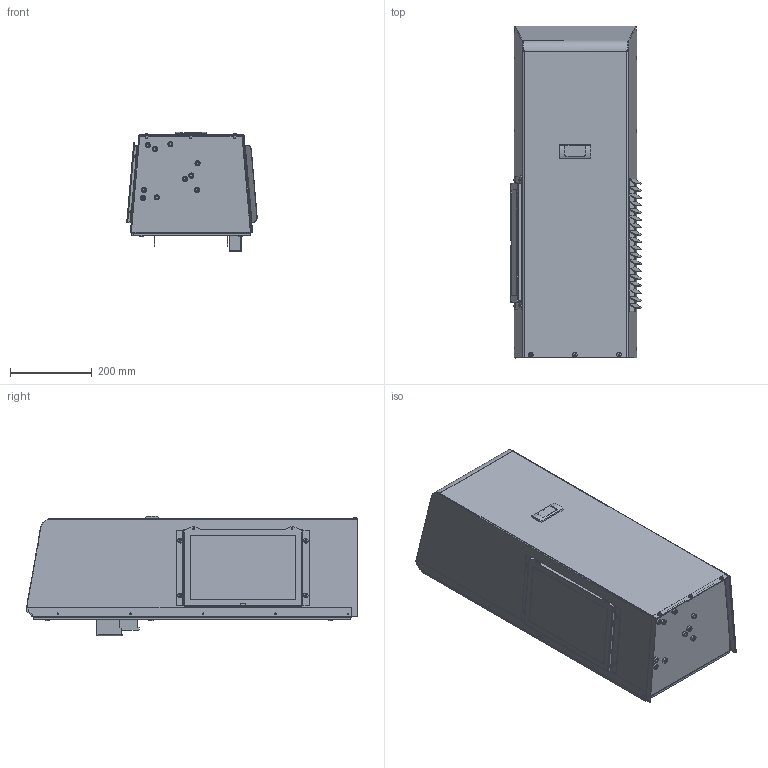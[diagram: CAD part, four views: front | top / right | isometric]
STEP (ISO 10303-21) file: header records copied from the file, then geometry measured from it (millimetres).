
FILE_DESCRIPTION (( 'STEP AP214' ), '1' );
FILE_NAME ('TA10-027-16-4X.STEP', '2023-03-09T17:48:37', ( '' ), ( '' ), 'SwSTEP 2.0', 'SolidWorks 2021', '' );
FILE_SCHEMA (( 'AUTOMOTIVE_DESIGN' ));
Products named in the file (1): TA10-027-16-4X
Bounding box: 319.4 x 813.4 x 293.3 mm (x, y, z)
Volume: 2361539.5 mm3; surface area: 2057298.1 mm2
Topology: 1 solids, 1 shells, 1571 faces, 4271 edges, 2782 vertices
Faces by surface type: plane 959, cylinder 469, bspline 126, cone 17
Full cylindrical faces by diameter (mm): 2.205 x1, 4.039 x11, 4.826 x14, 5.182 x3, 6.198 x10, 6.299 x2, 12.7 x10, 23.012 x1, 154.178 x1
Entity records: 62500 total; most frequent: CARTESIAN_POINT 23515, ORIENTED_EDGE 8260, DIRECTION 7469, EDGE_CURVE 4130, LINE 2877, VECTOR 2877, VERTEX_POINT 2744, AXIS2_PLACEMENT_3D 2296
